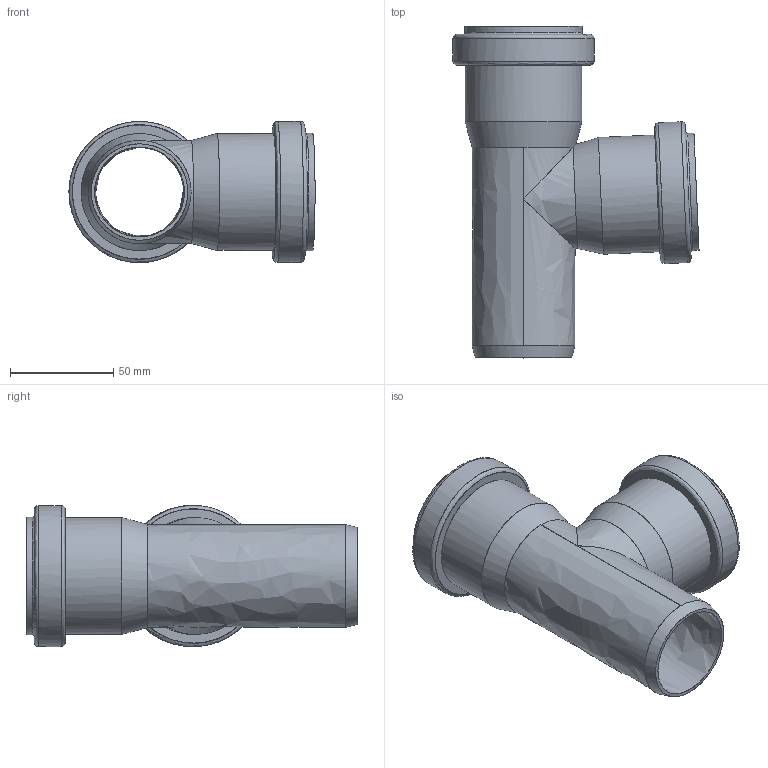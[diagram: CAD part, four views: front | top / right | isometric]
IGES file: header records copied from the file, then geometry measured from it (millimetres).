
Global section: file name: 0810555_D87 50.igs; native system: NX V4.0; preprocessor: UGS NX IGES V4.0; date: 20090715.112327; units: millimetre
Bounding box: 119.41 x 161 x 68.48 mm (x, y, z)
Surface area: 90944.9 mm2 (no closed solid volume)
Topology: 0 solids, 0 shells, 82 faces, 1242 edges, 1171 vertices
Faces by surface type: bspline 82
